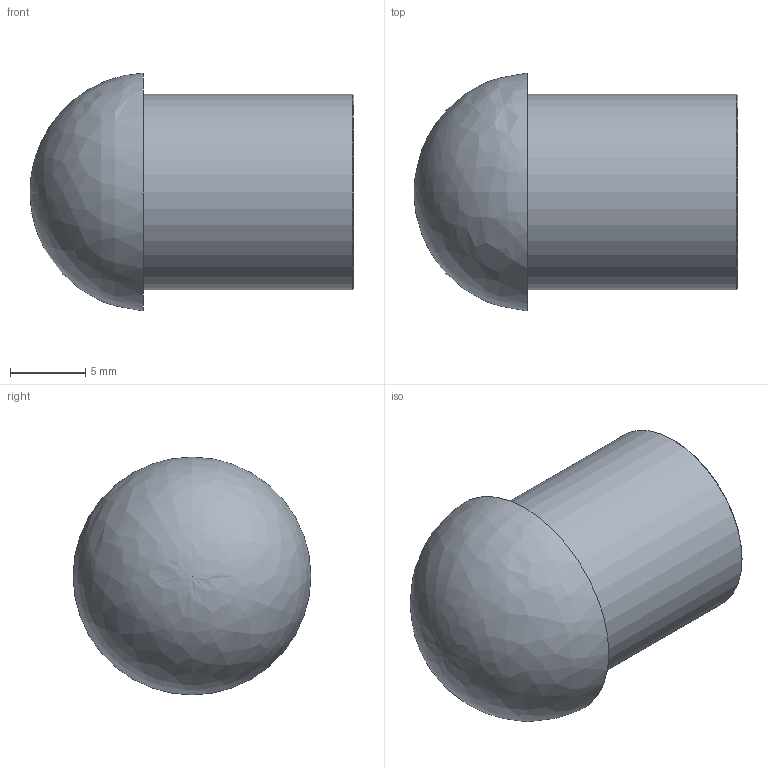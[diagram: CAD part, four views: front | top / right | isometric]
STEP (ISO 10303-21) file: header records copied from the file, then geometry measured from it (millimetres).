
FILE_DESCRIPTION(/* description */ ('Blindstopfen X3 7-13'),/* implementation_level */ '2;1');
FILE_NAME(/* name */ '82007523X3DS-RST.stp',/* time_stamp */ '2021-03-22T13:14:36+01:00',/* author */ ('sl'),/* organization */ (''),/* preprocessor_version */ 'ST-DEVELOPER v16.5',/* originating_system */ 'Autodesk Inventor 2017',/* authorisation */ '');
FILE_SCHEMA (('AUTOMOTIVE_DESIGN { 1 0 10303 214 3 1 1 }'));
Length unit declared in the file: millimetre
Products named in the file (1): 82007523X3DS
Bounding box: 21.5 x 15.8 x 15.8 mm (x, y, z)
Volume: 1479 mm3; surface area: 1598.3 mm2
Topology: 1 solids, 1 shells, 9 faces, 16 edges, 10 vertices
Faces by surface type: plane 3, torus 2, cylinder 2, cone 1, bspline 1
Full cylindrical faces by diameter (mm): 11 x1, 13 x1
Entity records: 260 total; most frequent: CARTESIAN_POINT 58, DIRECTION 36, ORIENTED_EDGE 20, AXIS2_PLACEMENT_3D 18, EDGE_LOOP 16, VERTEX_POINT 10, EDGE_CURVE 10, STYLED_ITEM 10
